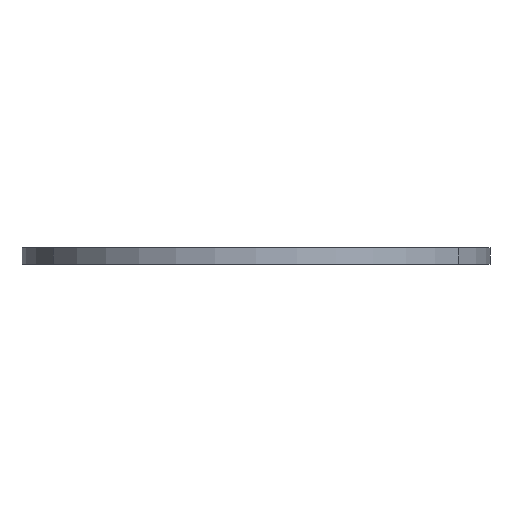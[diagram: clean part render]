
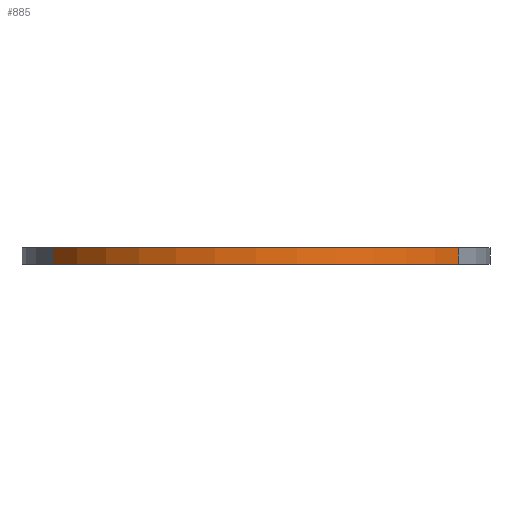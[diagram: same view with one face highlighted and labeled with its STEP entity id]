
A CAD part, left-side view. The second image highlights one B-rep face of the part: STEP entity #885.
In plain terms, the highlighted cylindrical face has radius 71.5 mm (diameter 143 mm), a partial arc.
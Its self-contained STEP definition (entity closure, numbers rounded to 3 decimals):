
#27=CYLINDRICAL_SURFACE('',#976,71.5);
#81=LINE('',#1487,#136);
#85=LINE('',#1501,#140);
#136=VECTOR('',#1176,10.);
#140=VECTOR('',#1192,10.);
#203=FACE_OUTER_BOUND('',#263,.T.);
#263=EDGE_LOOP('',(#687,#688,#689,#690));
#313=CIRCLE('',#923,71.5);
#352=CIRCLE('',#977,71.5);
#386=VERTEX_POINT('',#1346);
#387=VERTEX_POINT('',#1348);
#446=VERTEX_POINT('',#1486);
#450=VERTEX_POINT('',#1500);
#473=EDGE_CURVE('',#386,#387,#313,.T.);
#539=EDGE_CURVE('',#446,#386,#81,.T.);
#546=EDGE_CURVE('',#387,#450,#85,.T.);
#547=EDGE_CURVE('',#446,#450,#352,.T.);
#687=ORIENTED_EDGE('',*,*,#539,.T.);
#688=ORIENTED_EDGE('',*,*,#473,.T.);
#689=ORIENTED_EDGE('',*,*,#546,.T.);
#690=ORIENTED_EDGE('',*,*,#547,.F.);
#885=ADVANCED_FACE('',(#203),#27,.T.);
#923=AXIS2_PLACEMENT_3D('',#1350,#1050,#1051);
#976=AXIS2_PLACEMENT_3D('',#1499,#1190,#1191);
#977=AXIS2_PLACEMENT_3D('',#1502,#1193,#1194);
#1050=DIRECTION('center_axis',(0.,0.,1.));
#1051=DIRECTION('ref_axis',(-1.,0.,0.));
#1176=DIRECTION('',(0.,0.,-1.));
#1190=DIRECTION('center_axis',(0.,0.,1.));
#1191=DIRECTION('ref_axis',(-1.,0.,0.));
#1192=DIRECTION('',(0.,0.,1.));
#1193=DIRECTION('center_axis',(0.,0.,1.));
#1194=DIRECTION('ref_axis',(-1.,0.,0.));
#1346=CARTESIAN_POINT('',(-35.755,61.93,197.276));
#1348=CARTESIAN_POINT('',(-35.755,-61.93,197.276));
#1350=CARTESIAN_POINT('Origin',(-0.022,0.,197.276));
#1486=CARTESIAN_POINT('',(-35.755,61.93,202.276));
#1487=CARTESIAN_POINT('',(-35.755,61.93,197.276));
#1499=CARTESIAN_POINT('Origin',(-0.022,0.,197.276));
#1500=CARTESIAN_POINT('',(-35.755,-61.93,202.276));
#1501=CARTESIAN_POINT('',(-35.755,-61.93,197.276));
#1502=CARTESIAN_POINT('Origin',(-0.022,0.,202.276));
